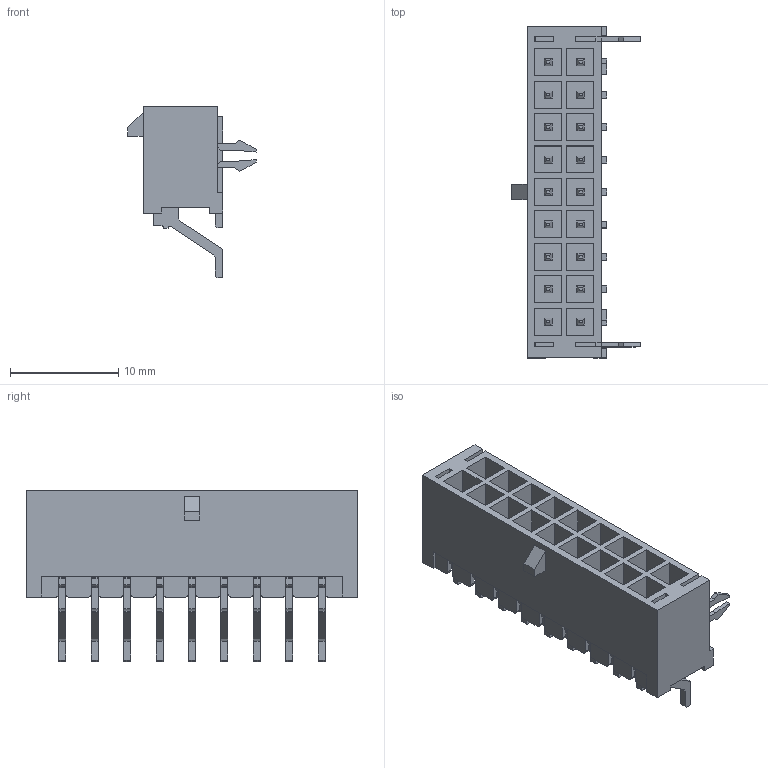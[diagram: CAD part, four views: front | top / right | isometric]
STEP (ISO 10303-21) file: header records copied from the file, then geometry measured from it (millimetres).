
FILE_DESCRIPTION(/* description */ ('Unknown'),/* implementation_level */ '2;1');
FILE_NAME(/* name */ '662018230822',/* time_stamp */ '2018-08-16T09:21:07+02:00',/* author */ ('Unknown'),/* organization */ ('Unknown'),/* preprocessor_version */ 'ST-DEVELOPER v16.7',/* originating_system */ 'DEX',/* authorisation */ $);
FILE_SCHEMA (('AUTOMOTIVE_DESIGN {1 0 10303 214 3 1 1}'));
Length unit declared in the file: millimetre
Products named in the file (5): 6620xx230822; 662018230822; 6620xx230822_PIN_COURTE; 6620xx230822_PIN_LONGUE
Assembly tree (21 placements, depth 2):
  6620xx230822
    662018230822
    6620xx230822_PIN_COURTE  x9
    6620xx230822_PIN_LONGUE  x9
    6620xx230822  x2
Bounding box: 11.86 x 30.7 x 15.9 mm (x, y, z)
Volume: 1326.5 mm3; surface area: 3636.1 mm2
Topology: 21 solids, 21 shells, 898 faces, 2505 edges, 1646 vertices
Faces by surface type: plane 797, cylinder 101
Entity records: 14579 total; most frequent: CARTESIAN_POINT 2585, ORIENTED_EDGE 2558, DIRECTION 2279, EDGE_CURVE 1279, LINE 1191, VECTOR 1191, VERTEX_POINT 850, AXIS2_PLACEMENT_3D 544
